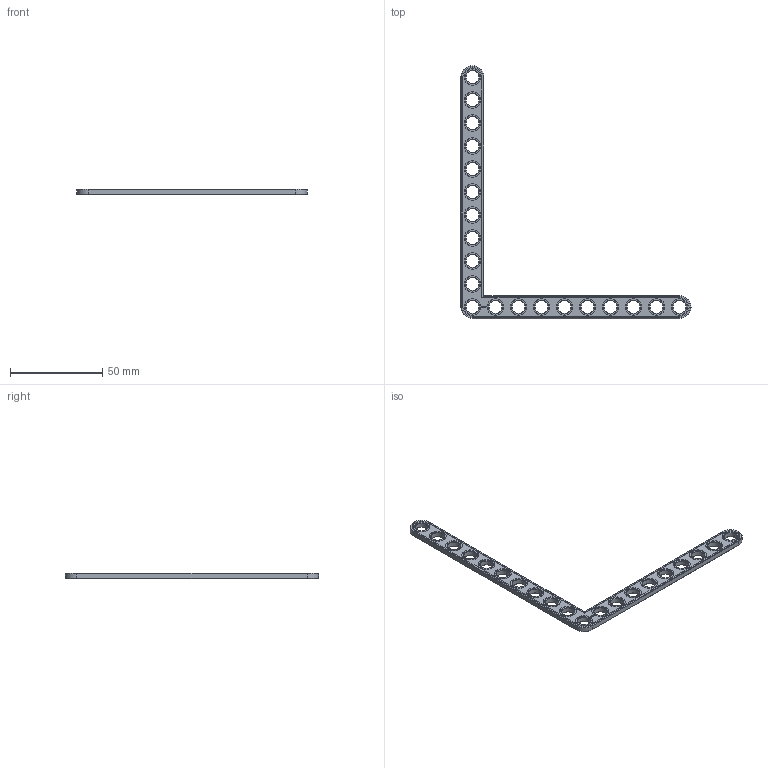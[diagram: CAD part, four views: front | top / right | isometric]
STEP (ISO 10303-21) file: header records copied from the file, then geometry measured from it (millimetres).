
FILE_DESCRIPTION(('FreeCAD Model'),'2;1');
FILE_NAME('Open CASCADE Shape Model','2023-08-28T13:25:52',(''),(''), 'Open CASCADE STEP processor 7.6','FreeCAD','Unknown');
FILE_SCHEMA(('AUTOMOTIVE_DESIGN { 1 0 10303 214 1 1 1 1 }'));
Length unit declared in the file: millimetre
Products named in the file (1): Brace AGD 90 ASYM ERR BU10x11x01x00.25 - SPN-BRC-1116 (stemfie.org)
Bounding box: 125 x 137.5 x 3.12 mm (x, y, z)
Volume: 6903.8 mm3; surface area: 7487.6 mm2
Topology: 1 solids, 1 shells, 618 faces, 1635 edges, 1072 vertices
Faces by surface type: plane 364, extrusion 162, cone 46, cylinder 46
Full cylindrical faces by diameter (mm): 7 x20, 9.2 x20
Entity records: 41505 total; most frequent: CARTESIAN_POINT 9679, DIRECTION 5269, VECTOR 4007, LINE 3845, ORIENTED_EDGE 3270, PCURVE 3270, DEFINITIONAL_REPRESENTATION 3270, EDGE_CURVE 1635
